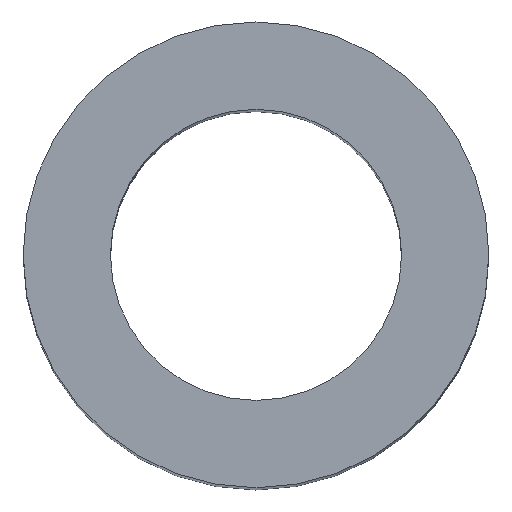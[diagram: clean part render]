
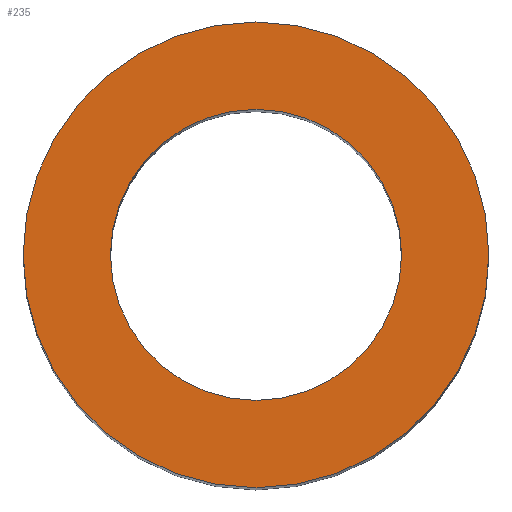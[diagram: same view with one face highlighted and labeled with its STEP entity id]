
A CAD part, top view. The second image highlights one B-rep face of the part: STEP entity #235.
In plain terms, the highlighted planar face has unit normal (0, 0, 1).
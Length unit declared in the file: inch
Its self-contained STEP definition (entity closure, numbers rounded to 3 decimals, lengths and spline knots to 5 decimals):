
#3 = DIRECTION ( 'NONE',  ( 0., 0., 1. ) ) ;
#6 = PLANE ( 'NONE',  #33 ) ;
#8 = EDGE_CURVE ( 'NONE', #197, #110, #200, .T. ) ;
#21 = CARTESIAN_POINT ( 'NONE',  ( 0., 0., 0. ) ) ;
#25 = DIRECTION ( 'NONE',  ( 1., 0., 0. ) ) ;
#26 = DIRECTION ( 'NONE',  ( 0., 0., 1. ) ) ;
#28 = CARTESIAN_POINT ( 'NONE',  ( 0., 0., 0. ) ) ;
#29 = VERTEX_POINT ( 'NONE', #96 ) ;
#30 = AXIS2_PLACEMENT_3D ( 'NONE', #21, #3, #213 ) ;
#33 = AXIS2_PLACEMENT_3D ( 'NONE', #28, #206, #139 ) ;
#54 = AXIS2_PLACEMENT_3D ( 'NONE', #181, #159, #25 ) ;
#61 = CARTESIAN_POINT ( 'NONE',  ( -0.005, 0., 0. ) ) ;
#68 = CARTESIAN_POINT ( 'NONE',  ( 0., 0., 0. ) ) ;
#69 = CARTESIAN_POINT ( 'NONE',  ( 0.008, 0., 0. ) ) ;
#74 = AXIS2_PLACEMENT_3D ( 'NONE', #183, #26, #103 ) ;
#96 = CARTESIAN_POINT ( 'NONE',  ( -0.008, 0., 0. ) ) ;
#103 = DIRECTION ( 'NONE',  ( 1., 0., 0. ) ) ;
#110 = VERTEX_POINT ( 'NONE', #61 ) ;
#118 = DIRECTION ( 'NONE',  ( 1., 0., 0. ) ) ;
#119 = AXIS2_PLACEMENT_3D ( 'NONE', #68, #220, #118 ) ;
#120 = CARTESIAN_POINT ( 'NONE',  ( 0.005, 0., 0. ) ) ;
#139 = DIRECTION ( 'NONE',  ( 1., 0., 0. ) ) ;
#140 = CIRCLE ( 'NONE', #119, 0.008 ) ;
#146 = ORIENTED_EDGE ( 'NONE', *, *, #208, .T. ) ;
#148 = EDGE_CURVE ( 'NONE', #29, #250, #140, .T. ) ;
#154 = EDGE_LOOP ( 'NONE', ( #146, #222 ) ) ;
#156 = CIRCLE ( 'NONE', #74, 0.008 ) ;
#159 = DIRECTION ( 'NONE',  ( 0., 0., 1. ) ) ;
#173 = ORIENTED_EDGE ( 'NONE', *, *, #8, .F. ) ;
#179 = FACE_OUTER_BOUND ( 'NONE', #154, .T. ) ;
#181 = CARTESIAN_POINT ( 'NONE',  ( 0., 0., 0. ) ) ;
#183 = CARTESIAN_POINT ( 'NONE',  ( 0., 0., 0. ) ) ;
#197 = VERTEX_POINT ( 'NONE', #120 ) ;
#200 = CIRCLE ( 'NONE', #30, 0.005 ) ;
#203 = ORIENTED_EDGE ( 'NONE', *, *, #240, .F. ) ;
#206 = DIRECTION ( 'NONE',  ( 0., 0., 1. ) ) ;
#208 = EDGE_CURVE ( 'NONE', #250, #29, #156, .T. ) ;
#213 = DIRECTION ( 'NONE',  ( 1., 0., 0. ) ) ;
#215 = CIRCLE ( 'NONE', #54, 0.005 ) ;
#220 = DIRECTION ( 'NONE',  ( 0., 0., 1. ) ) ;
#222 = ORIENTED_EDGE ( 'NONE', *, *, #148, .T. ) ;
#229 = EDGE_LOOP ( 'NONE', ( #173, #203 ) ) ;
#235 = ADVANCED_FACE ( 'NONE', ( #241, #179 ), #6, .T. ) ;
#240 = EDGE_CURVE ( 'NONE', #110, #197, #215, .T. ) ;
#241 = FACE_BOUND ( 'NONE', #229, .T. ) ;
#250 = VERTEX_POINT ( 'NONE', #69 ) ;
